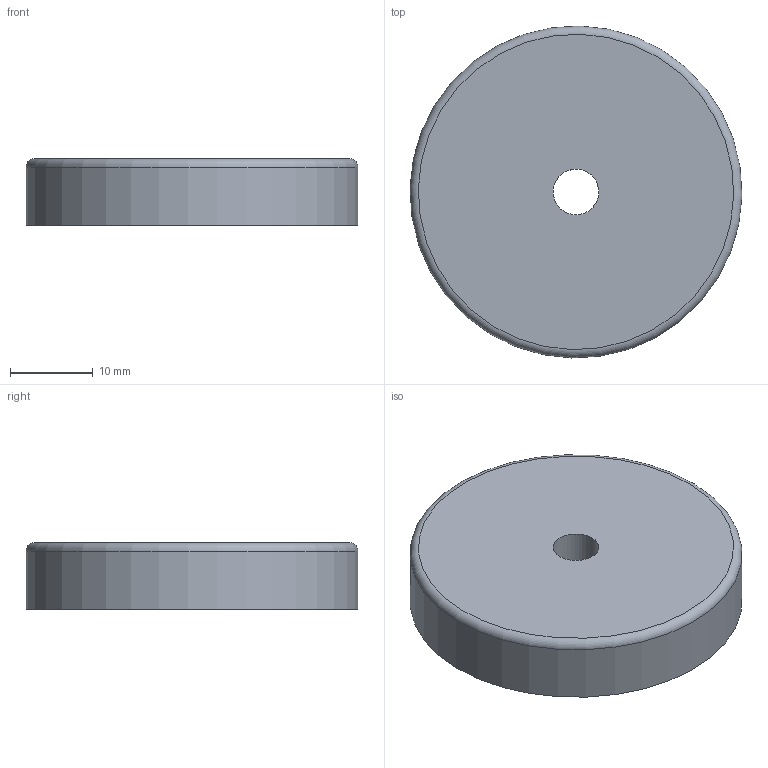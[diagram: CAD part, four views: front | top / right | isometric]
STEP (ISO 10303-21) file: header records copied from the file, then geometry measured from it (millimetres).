
FILE_DESCRIPTION(/* description */ (''),/* implementation_level */ '2;1');
FILE_NAME(/* name */ 'GM17114 -.stp',/* time_stamp */ '2022-10-12T10:37:36+02:00',/* author */ ('rm'),/* organization */ (''),/* preprocessor_version */ 'ST-DEVELOPER v18.1',/* originating_system */ 'Autodesk Inventor 2021',/* authorisation */ '');
FILE_SCHEMA (('CONFIG_CONTROL_DESIGN'));
Length unit declared in the file: millimetre
Products named in the file (3): GM17114; E0143060; E0143061
Assembly tree (2 placements, depth 2):
  GM17114
    E0143060
    E0143061
Bounding box: 39.99 x 39.99 x 8 mm (x, y, z)
Volume: 9585 mm3; surface area: 5857.3 mm2
Topology: 2 solids, 2 shells, 11 faces, 17 edges, 11 vertices
Faces by surface type: plane 5, cylinder 5, torus 1
Full cylindrical faces by diameter (mm): 5.5 x1, 10.5 x1, 32 x2, 40 x1
Entity records: 377 total; most frequent: DIRECTION 61, CARTESIAN_POINT 44, ORIENTED_EDGE 34, AXIS2_PLACEMENT_3D 28, EDGE_CURVE 17, EDGE_LOOP 16, CIRCLE 12, FACE_OUTER_BOUND 11
